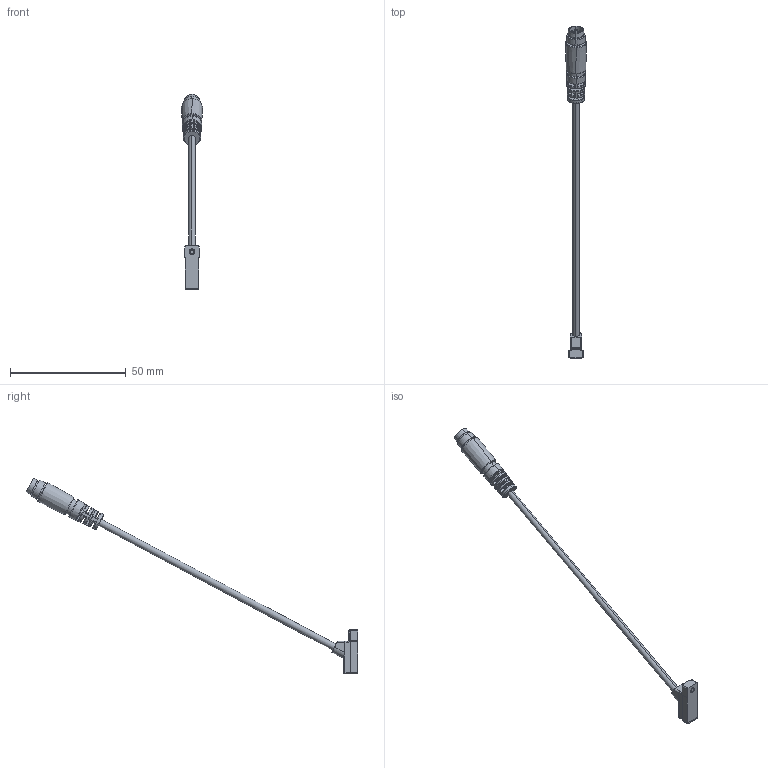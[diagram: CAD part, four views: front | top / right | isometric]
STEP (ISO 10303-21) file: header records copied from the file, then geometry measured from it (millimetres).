
FILE_DESCRIPTION (( 'STEP AP214' ), '1' );
FILE_NAME ('CPS9F-AN-F.STEP', '2015-02-18T20:01:25', ( '' ), ( '' ), 'SwSTEP 2.0', 'SolidWorks 2014', '' );
FILE_SCHEMA (( 'AUTOMOTIVE_DESIGN' ));
Length unit declared in the file: inch
Products named in the file (1): CPS9F-AN-F
Bounding box: 9.13 x 143.39 x 84.5 mm (x, y, z)
Volume: 2985.3 mm3; surface area: 3091 mm2
Topology: 5 solids, 5 shells, 257 faces, 667 edges, 421 vertices
Faces by surface type: cylinder 96, plane 85, torus 39, sphere 13, cone 12, bspline 12
Entity records: 10409 total; most frequent: CARTESIAN_POINT 2463, ORIENTED_EDGE 1288, DIRECTION 1242, EDGE_CURVE 644, AXIS2_PLACEMENT_3D 475, VERTEX_POINT 416, LINE 292, VECTOR 292
